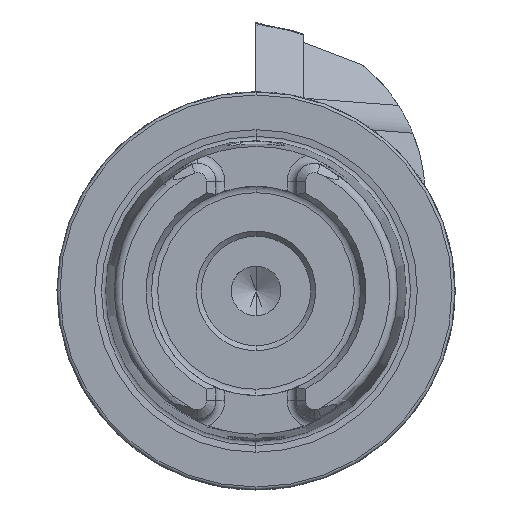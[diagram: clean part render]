
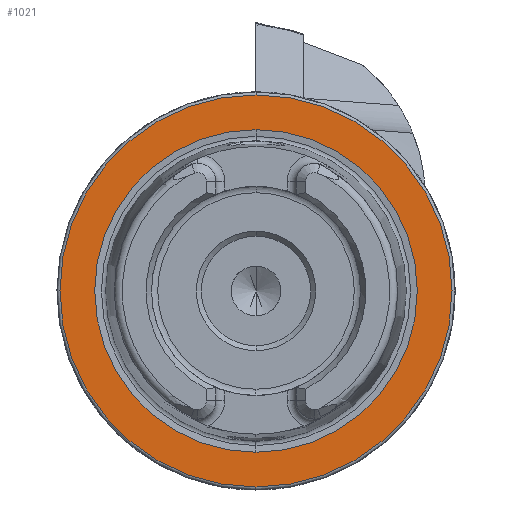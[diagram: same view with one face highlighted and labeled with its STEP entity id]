
A CAD part, left-side view. The second image highlights one B-rep face of the part: STEP entity #1021.
In plain terms, the highlighted planar face has unit normal (-1, 0, 0).
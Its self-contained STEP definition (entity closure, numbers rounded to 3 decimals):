
#348 = EDGE_LOOP ( 'NONE', ( #10522, #10523 ) ) ;
#358 = EDGE_LOOP ( 'NONE', ( #10520, #10521 ) ) ;
#641 = FACE_OUTER_BOUND ( 'NONE', #348, .T. ) ;
#643 = FACE_BOUND ( 'NONE', #358, .T. ) ;
#1021 = ADVANCED_FACE ( 'NONE', ( #643, #641 ), #10629, .F. ) ;
#3662 = CARTESIAN_POINT ( 'NONE',  ( 0., 0., 0. ) ) ;
#3663 = DIRECTION ( 'NONE',  ( -1., 0., 0. ) ) ;
#3664 = DIRECTION ( 'NONE',  ( 0., 0., 1. ) ) ;
#3665 = CARTESIAN_POINT ( 'NONE',  ( 0., 0., 0. ) ) ;
#3666 = DIRECTION ( 'NONE',  ( -1., 0., 0. ) ) ;
#3667 = DIRECTION ( 'NONE',  ( 0., 0., 1. ) ) ;
#4529 = CIRCLE ( 'NONE', #9076, 16.207 ) ;
#4538 = CIRCLE ( 'NONE', #9079, 19.7 ) ;
#5261 = AXIS2_PLACEMENT_3D ( 'NONE', #3662, #3663, #3664 ) ;
#5262 = AXIS2_PLACEMENT_3D ( 'NONE', #3665, #3666, #3667 ) ;
#5865 = CIRCLE ( 'NONE', #5261, 19.7 ) ;
#5866 = CIRCLE ( 'NONE', #5262, 16.207 ) ;
#6160 = EDGE_CURVE ( 'NONE', #6685, #6692, #5865, .T. ) ;
#6161 = EDGE_CURVE ( 'NONE', #6696, #6698, #5866, .T. ) ;
#6685 = VERTEX_POINT ( 'NONE', #7647 ) ;
#6692 = VERTEX_POINT ( 'NONE', #7654 ) ;
#6696 = VERTEX_POINT ( 'NONE', #7658 ) ;
#6698 = VERTEX_POINT ( 'NONE', #7660 ) ;
#7647 = CARTESIAN_POINT ( 'NONE',  ( 0., 0., -19.7 ) ) ;
#7654 = CARTESIAN_POINT ( 'NONE',  ( 0., 0., 19.7 ) ) ;
#7658 = CARTESIAN_POINT ( 'NONE',  ( 0., 0., 16.207 ) ) ;
#7660 = CARTESIAN_POINT ( 'NONE',  ( 0., 0., -16.207 ) ) ;
#8962 = CARTESIAN_POINT ( 'NONE',  ( 0., 0., 0. ) ) ;
#8963 = DIRECTION ( 'NONE',  ( -1., 0., 0. ) ) ;
#8964 = DIRECTION ( 'NONE',  ( 0., 0., 1. ) ) ;
#8973 = CARTESIAN_POINT ( 'NONE',  ( 0., 0., 0. ) ) ;
#8974 = DIRECTION ( 'NONE',  ( -1., 0., 0. ) ) ;
#8975 = DIRECTION ( 'NONE',  ( 0., 0., 1. ) ) ;
#9076 = AXIS2_PLACEMENT_3D ( 'NONE', #8962, #8963, #8964 ) ;
#9079 = AXIS2_PLACEMENT_3D ( 'NONE', #8973, #8974, #8975 ) ;
#10520 = ORIENTED_EDGE ( 'NONE', *, *, #6161, .F. ) ;
#10521 = ORIENTED_EDGE ( 'NONE', *, *, #11287, .F. ) ;
#10522 = ORIENTED_EDGE ( 'NONE', *, *, #11291, .T. ) ;
#10523 = ORIENTED_EDGE ( 'NONE', *, *, #6160, .T. ) ;
#10626 = CARTESIAN_POINT ( 'NONE',  ( 0., 19.7, 0. ) ) ;
#10629 = PLANE ( 'NONE',  #11466 ) ;
#10631 = DIRECTION ( 'NONE',  ( 1., 0., 0. ) ) ;
#10632 = DIRECTION ( 'NONE',  ( 0., 0., -1. ) ) ;
#11287 = EDGE_CURVE ( 'NONE', #6698, #6696, #4529, .T. ) ;
#11291 = EDGE_CURVE ( 'NONE', #6692, #6685, #4538, .T. ) ;
#11466 = AXIS2_PLACEMENT_3D ( 'NONE', #10626, #10631, #10632 ) ;
